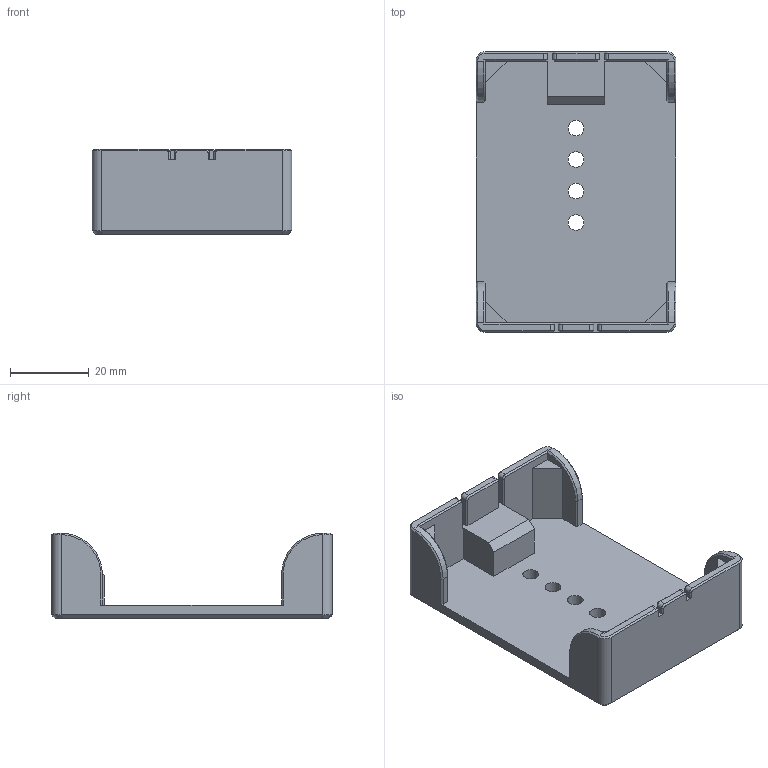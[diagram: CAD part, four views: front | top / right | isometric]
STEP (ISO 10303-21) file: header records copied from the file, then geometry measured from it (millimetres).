
FILE_DESCRIPTION(/* description */ (''),/* implementation_level */ '2;1');
FILE_NAME(/* name */ 'Tetra-PCB-jig-v3.1.step',/* time_stamp */ '2024-04-04T21:45:52-07:00',/* author */ (''),/* organization */ (''),/* preprocessor_version */ 'ST-DEVELOPER v20',/* originating_system */ 'Autodesk Translation Framework v12.20.1.177',/* authorisation */ '');
FILE_SCHEMA (('AUTOMOTIVE_DESIGN { 1 0 10303 214 3 1 1 }'));
Length unit declared in the file: millimetre
Products named in the file (2): Tetra-PCB-jig-v3.1; Jig
Assembly tree (1 placements, depth 2):
  Tetra-PCB-jig-v3.1
    Jig
Bounding box: 50.8 x 71.3 x 21.8 mm (x, y, z)
Volume: 20681.7 mm3; surface area: 13049.6 mm2
Topology: 1 solids, 1 shells, 142 faces, 350 edges, 210 vertices
Faces by surface type: plane 90, cone 32, cylinder 20
Full cylindrical faces by diameter (mm): 4 x4
Entity records: 4181 total; most frequent: DIRECTION 710, CARTESIAN_POINT 709, ORIENTED_EDGE 700, EDGE_CURVE 350, LINE 276, VECTOR 276, AXIS2_PLACEMENT_3D 217, VERTEX_POINT 210
